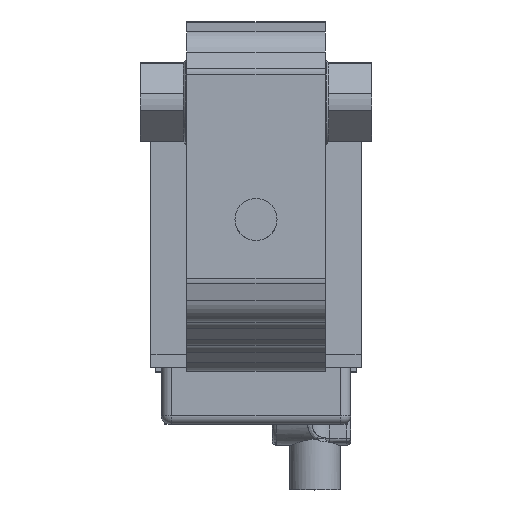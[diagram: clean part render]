
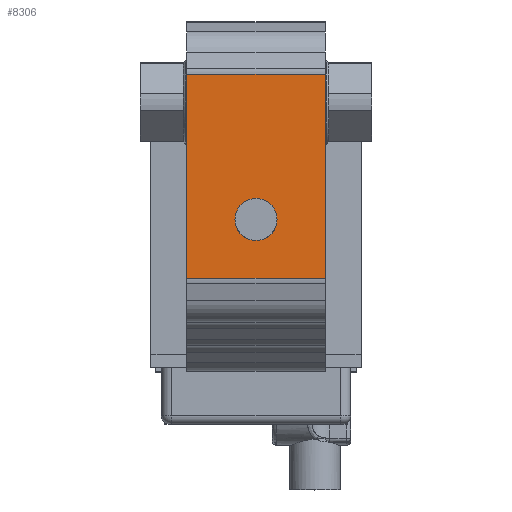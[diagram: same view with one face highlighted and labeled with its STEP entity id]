
A CAD part, top view. The second image highlights one B-rep face of the part: STEP entity #8306.
In plain terms, the highlighted planar face has unit normal (0, 0, 1).
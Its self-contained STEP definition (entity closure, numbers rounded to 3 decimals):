
#157=LINE('',#11237,#674);
#158=LINE('',#11241,#675);
#159=LINE('',#11243,#676);
#160=LINE('',#11245,#677);
#674=VECTOR('',#9429,1000.);
#675=VECTOR('',#9434,1000.);
#676=VECTOR('',#9435,1000.);
#677=VECTOR('',#9436,1000.);
#1356=ORIENTED_EDGE('',*,*,#2959,.T.);
#1357=ORIENTED_EDGE('',*,*,#2960,.T.);
#1358=ORIENTED_EDGE('',*,*,#2961,.T.);
#1359=ORIENTED_EDGE('',*,*,#2957,.F.);
#1360=ORIENTED_EDGE('',*,*,#2962,.T.);
#2957=EDGE_CURVE('',#3753,#3754,#157,.T.);
#2959=EDGE_CURVE('',#3753,#3755,#158,.T.);
#2960=EDGE_CURVE('',#3755,#3756,#159,.T.);
#2961=EDGE_CURVE('',#3756,#3754,#160,.T.);
#2962=EDGE_CURVE('',#3757,#3757,#4303,.T.);
#3753=VERTEX_POINT('',#11236);
#3754=VERTEX_POINT('',#11238);
#3755=VERTEX_POINT('',#11242);
#3756=VERTEX_POINT('',#11244);
#3757=VERTEX_POINT('',#11247);
#4303=CIRCLE('',#8711,5.);
#4577=EDGE_LOOP('',(#1356,#1357,#1358,#1359));
#4578=EDGE_LOOP('',(#1360));
#5048=FACE_BOUND('',#4577,.T.);
#5049=FACE_BOUND('',#4578,.T.);
#5527=PLANE('',#8710);
#8306=ADVANCED_FACE('',(#5048,#5049),#5527,.T.);
#8710=AXIS2_PLACEMENT_3D('',#11240,#9432,#9433);
#8711=AXIS2_PLACEMENT_3D('',#11246,#9437,#9438);
#9429=DIRECTION('',(-1.,0.,0.));
#9432=DIRECTION('',(0.,0.,1.));
#9433=DIRECTION('',(0.,1.,0.));
#9434=DIRECTION('',(0.,1.,0.));
#9435=DIRECTION('',(-1.,0.,0.));
#9436=DIRECTION('',(0.,-1.,0.));
#9437=DIRECTION('',(0.,0.,-1.));
#9438=DIRECTION('',(0.,-1.,0.));
#11236=CARTESIAN_POINT('',(16.5,-42.031,44.));
#11237=CARTESIAN_POINT('',(0.,-42.031,44.));
#11238=CARTESIAN_POINT('',(-16.5,-42.031,44.));
#11240=CARTESIAN_POINT('',(0.,-42.031,44.));
#11241=CARTESIAN_POINT('',(16.5,-21.016,44.));
#11242=CARTESIAN_POINT('',(16.5,6.531,44.));
#11243=CARTESIAN_POINT('',(0.,6.531,44.));
#11244=CARTESIAN_POINT('',(-16.5,6.531,44.));
#11245=CARTESIAN_POINT('',(-16.5,-21.016,44.));
#11246=CARTESIAN_POINT('',(0.,-28.,44.));
#11247=CARTESIAN_POINT('',(0.,-33.,44.));
